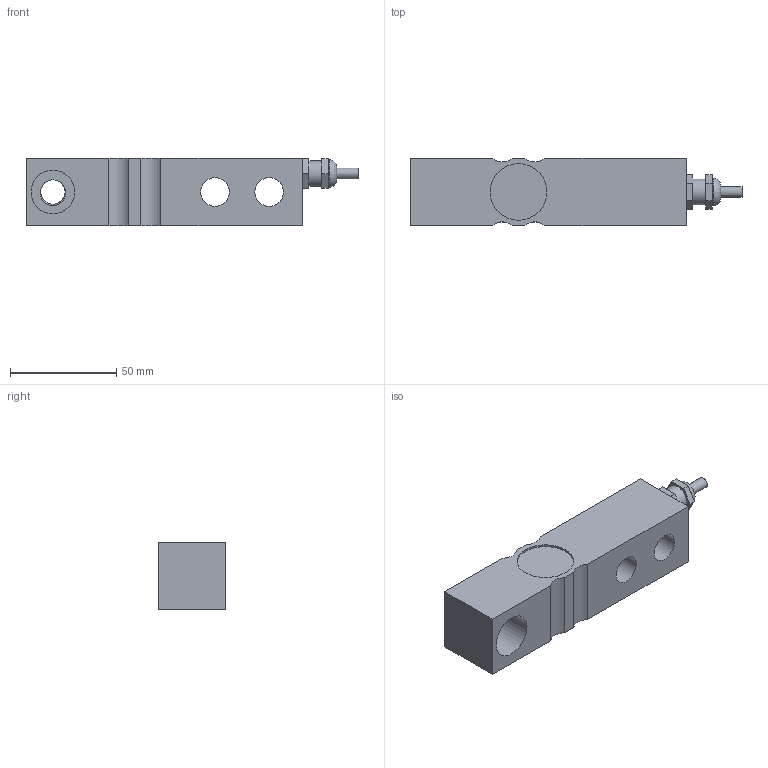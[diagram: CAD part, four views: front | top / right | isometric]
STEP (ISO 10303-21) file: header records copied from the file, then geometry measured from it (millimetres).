
FILE_DESCRIPTION(/* description */ (''),/* implementation_level */ '2;1');
FILE_NAME(/* name */ '563YA-(200-300)lb v3.step',/* time_stamp */ '2020-02-05T15:44:12-08:00',/* author */ (''),/* organization */ (''),/* preprocessor_version */ 'ST-DEVELOPER v18',/* originating_system */ 'Autodesk Translation Framework v8.12.0.6',/* authorisation */ '');
FILE_SCHEMA (('AUTOMOTIVE_DESIGN { 1 0 10303 214 3 1 1 }'));
Length unit declared in the file: inch
Products named in the file (2): 563YA-(200-300)lb; Connector
Assembly tree (1 placements, depth 2):
  563YA-(200-300)lb
    Connector
Bounding box: 156.03 x 31.75 x 31.75 mm (x, y, z)
Volume: 114446.8 mm3; surface area: 24237.7 mm2
Topology: 2 solids, 2 shells, 80 faces, 196 edges, 128 vertices
Faces by surface type: cylinder 44, plane 32, bspline 3, cone 1
Full cylindrical faces by diameter (mm): 5.1 x1, 10 x1, 11.468 x14, 12 x2, 12.7 x12, 13 x1, 13.462 x2, 20.574 x1, 26.6 x2
Entity records: 5121 total; most frequent: CARTESIAN_POINT 3254, ORIENTED_EDGE 390, DIRECTION 335, EDGE_CURVE 195, VERTEX_POINT 128, AXIS2_PLACEMENT_3D 116, LINE 103, VECTOR 103
